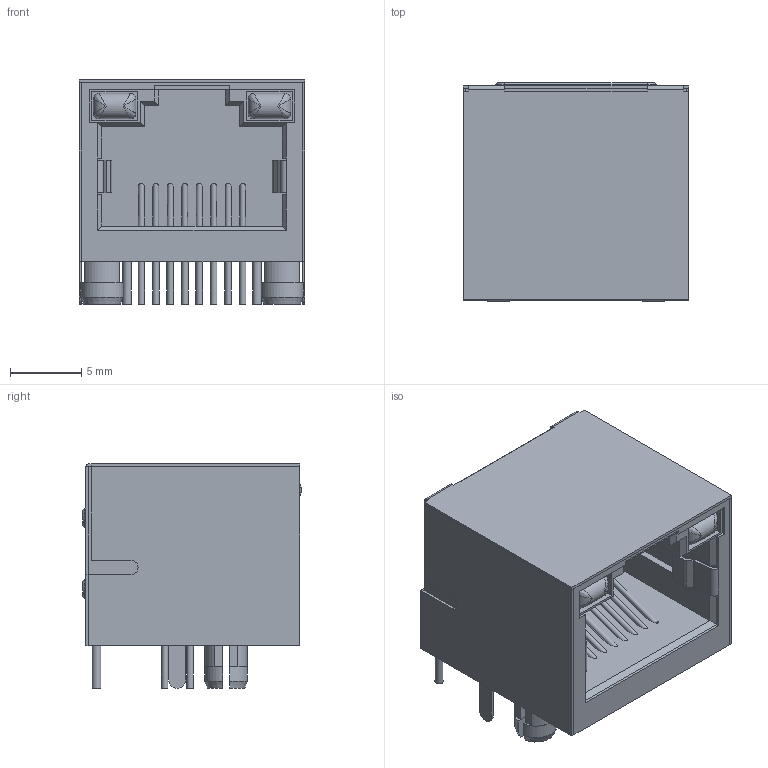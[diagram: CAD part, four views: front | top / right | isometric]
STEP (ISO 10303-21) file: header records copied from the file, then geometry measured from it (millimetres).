
FILE_DESCRIPTION(/* description */ ('STEP AP242','CAx-IF Rec.Pracs.---Representation and Presentation of Product Manufacturing Information (PMI)---4.0---2014-10-13','CAx-IF Rec.Pracs.---3D Tessellated Geometry---0.4---2014-09-14','2;1'),/* implementation_level */ '2;1');
FILE_NAME(/* name */ '67265a436e52ae51e025561c',/* time_stamp */ '2024-11-02T16:58:45Z',/* author */ (''),/* organization */ (''),/* preprocessor_version */ 'ST-DEVELOPER v20',/* originating_system */ 'ONSHAPE BY PTC INC, 1.189',/* authorisation */ ' ');
FILE_SCHEMA (('AP242_MANAGED_MODEL_BASED_3D_ENGINEERING_MIM_LF { 1 0 10303 442 1 1 4 }'));
Length unit declared in the file: metre
Products named in the file (27): uPUN-RJ2; RJ45-TH_DS1128-09-S8B8X <1>; COMPOUND
Assembly tree (26 placements, depth 3):
  uPUN-RJ2
    RJ45-TH_DS1128-09-S8B8X <1>
      COMPOUND
      COMPOUND
      COMPOUND
      COMPOUND
      COMPOUND
      COMPOUND
      COMPOUND
      COMPOUND
      COMPOUND
      COMPOUND
      COMPOUND
      COMPOUND
      COMPOUND
      COMPOUND
      COMPOUND
      COMPOUND
      COMPOUND
      COMPOUND
      COMPOUND
      COMPOUND
      COMPOUND
      COMPOUND
      COMPOUND
      COMPOUND
      COMPOUND
Bounding box: 15.9 x 15.4 x 15.8 mm (x, y, z)
Volume: 1918.6 mm3; surface area: 3761.1 mm2
Topology: 25 solids, 25 shells, 580 faces, 1447 edges, 944 vertices
Faces by surface type: plane 380, bspline 117, cylinder 71, torus 8, cone 4
Full cylindrical faces by diameter (mm): 0.4 x8, 0.46 x8, 0.6 x4
Entity records: 22677 total; most frequent: CARTESIAN_POINT 5324, ORIENTED_EDGE 2822, DIRECTION 2308, EDGE_CURVE 1411, LINE 1020, VECTOR 1020, VERTEX_POINT 936, EDGE_LOOP 651
